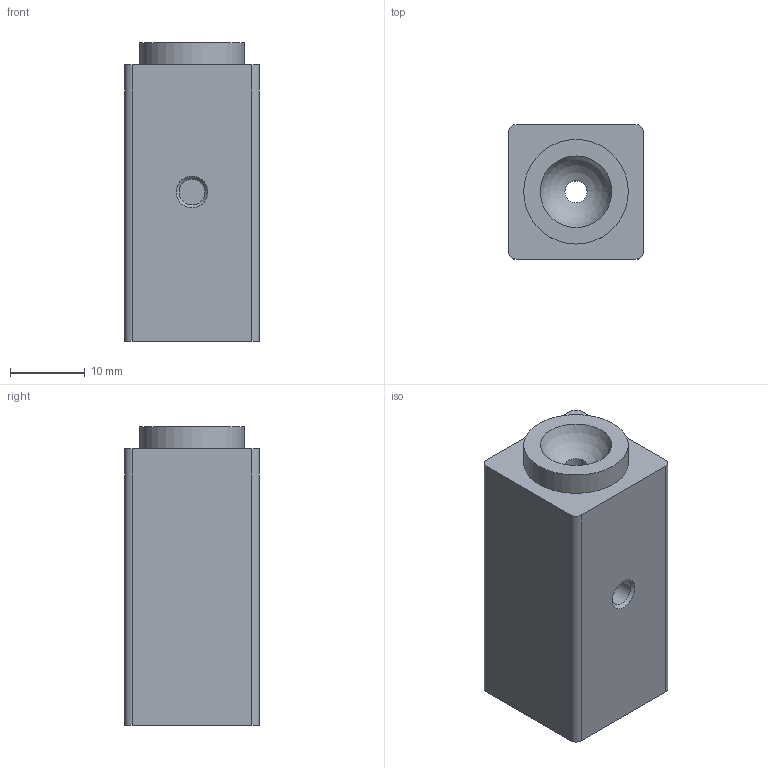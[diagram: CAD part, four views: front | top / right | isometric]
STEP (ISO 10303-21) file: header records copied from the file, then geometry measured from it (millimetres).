
FILE_DESCRIPTION(('FreeCAD Model'),'2;1');
FILE_NAME('floating_ball_fixture_10mm.step','2018-06-22T10:27:34',('Author'),(''), 'Open CASCADE STEP processor 6.8','FreeCAD','Unknown');
FILE_SCHEMA(('AUTOMOTIVE_DESIGN_CC2 { 1 2 10303 214 -1 1 5 4 }'));
Length unit declared in the file: millimetre
Products named in the file (1): Chamfer001
Bounding box: 18 x 18 x 40 mm (x, y, z)
Volume: 11738.5 mm3; surface area: 3905.5 mm2
Topology: 1 solids, 1 shells, 21 faces, 43 edges, 28 vertices
Faces by surface type: plane 10, cylinder 8, cone 2, sphere 1
Full cylindrical faces by diameter (mm): 2.946 x1, 3.454 x1, 5.41 x1, 14 x1
Entity records: 1172 total; most frequent: CARTESIAN_POINT 243, DIRECTION 180, ORIENTED_EDGE 86, PCURVE 86, DEFINITIONAL_REPRESENTATION 86, LINE 86, VECTOR 86, AXIS2_PLACEMENT_3D 43
